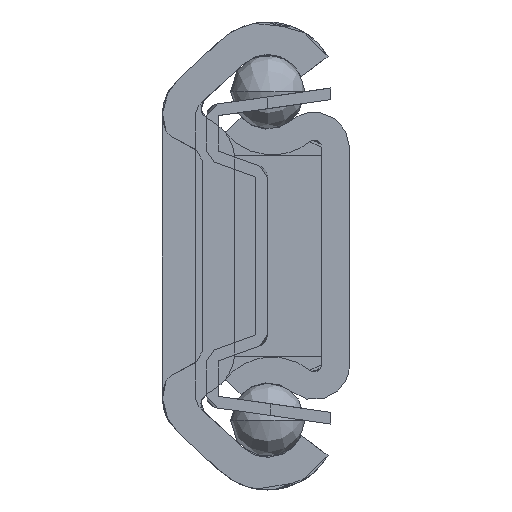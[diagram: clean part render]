
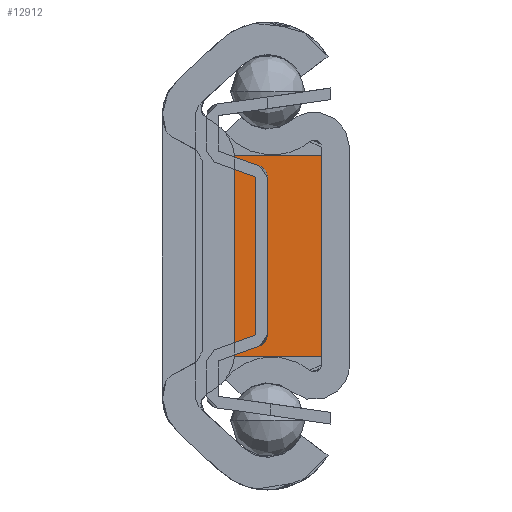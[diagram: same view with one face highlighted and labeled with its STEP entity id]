
A CAD part, left-side view. The second image highlights one B-rep face of the part: STEP entity #12912.
In plain terms, the highlighted free-form (B-spline) face has degree [1, 1] with [2, 2] control points.
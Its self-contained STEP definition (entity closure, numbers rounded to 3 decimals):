
#12823=CARTESIAN_POINT('',(111.8,-6.8,4.3));
#12824=VERTEX_POINT('',#12823);
#12866=CARTESIAN_POINT('',(111.8,-6.8,-4.3));
#12867=VERTEX_POINT('',#12866);
#12881=CARTESIAN_POINT('',(111.8,-7.,-4.73));
#12882=CARTESIAN_POINT('',(111.8,-2.6,-4.73));
#12883=CARTESIAN_POINT('',(111.8,-7.,4.73));
#12884=CARTESIAN_POINT('',(111.8,-2.6,4.73));
#12885=B_SPLINE_SURFACE_WITH_KNOTS('',1,1,((#12881,#12883),(#12882,#12884)),.UNSPECIFIED.,.F.,.F.,.U.,(2,2),(2,2),(0.0,4.4),(0.0,9.459),.UNSPECIFIED.);
#12886=CARTESIAN_POINT('',(111.8,-2.8,4.3));
#12887=VERTEX_POINT('',#12886);
#12888=CARTESIAN_POINT('',(111.8,-2.8,4.3));
#12889=CARTESIAN_POINT('',(111.8,-6.8,4.3));
#12890=QUASI_UNIFORM_CURVE('',1,(#12888,#12889),.UNSPECIFIED.,.F.,.U.);
#12891=EDGE_CURVE('',#12887,#12824,#12890,.T.);
#12892=ORIENTED_EDGE('',*,*,#12891,.F.);
#12893=CARTESIAN_POINT('',(111.8,-2.8,-4.3));
#12894=VERTEX_POINT('',#12893);
#12895=CARTESIAN_POINT('',(111.8,-2.8,-4.3));
#12896=CARTESIAN_POINT('',(111.8,-2.8,4.3));
#12897=QUASI_UNIFORM_CURVE('',1,(#12895,#12896),.UNSPECIFIED.,.F.,.U.);
#12898=EDGE_CURVE('',#12894,#12887,#12897,.T.);
#12899=ORIENTED_EDGE('',*,*,#12898,.F.);
#12900=CARTESIAN_POINT('',(111.8,-6.8,-4.3));
#12901=CARTESIAN_POINT('',(111.8,-2.8,-4.3));
#12902=QUASI_UNIFORM_CURVE('',1,(#12900,#12901),.UNSPECIFIED.,.F.,.U.);
#12903=EDGE_CURVE('',#12867,#12894,#12902,.T.);
#12904=ORIENTED_EDGE('',*,*,#12903,.F.);
#12905=CARTESIAN_POINT('',(111.8,-6.8,4.3));
#12906=CARTESIAN_POINT('',(111.8,-6.8,-4.3));
#12907=QUASI_UNIFORM_CURVE('',1,(#12905,#12906),.UNSPECIFIED.,.F.,.U.);
#12908=EDGE_CURVE('',#12824,#12867,#12907,.T.);
#12909=ORIENTED_EDGE('',*,*,#12908,.F.);
#12910=EDGE_LOOP('',(#12892,#12899,#12904,#12909));
#12911=FACE_OUTER_BOUND('',#12910,.T.);
#12912=ADVANCED_FACE('',(#12911),#12885,.F.);
